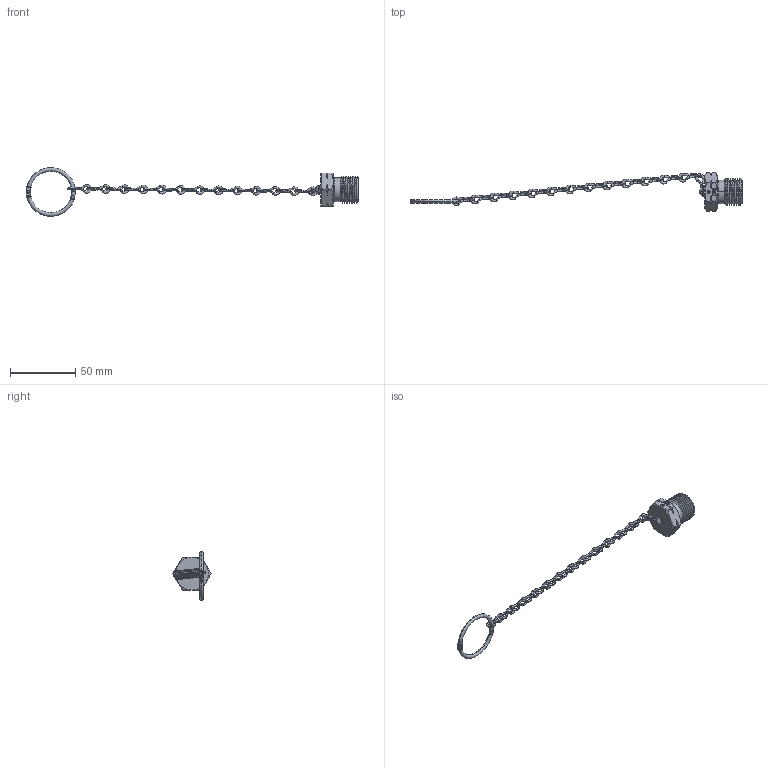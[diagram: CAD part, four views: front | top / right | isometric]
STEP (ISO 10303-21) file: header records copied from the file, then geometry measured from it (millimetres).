
FILE_DESCRIPTION (( 'STEP AP203' ), '1' );
FILE_NAME ('AD-350MSS-BL-R.STEP', '2025-09-19T12:44:06', ( '' ), ( '' ), 'SwSTEP 2.0', 'SolidWorks 2018', '' );
FILE_SCHEMA (( 'CONFIG_CONTROL_DESIGN' ));
Length unit declared in the file: inch
Products named in the file (8): ASY-000291; PRT-002239_STAINLESS; PRT-002255_SMALL PIN; AD-350MSS-BL-R; PRT-003626; PRT-000058; ASY-000214_One Link Bent; PRT-002245_RING-1.187D HALF
Assembly tree (21 placements, depth 3):
  AD-350MSS-BL-R
    PRT-000058
    ASY-000291
      PRT-002245_RING-1.187D HALF  x2
      PRT-002255_SMALL PIN
    PRT-003626
    ASY-000214_One Link Bent
      PRT-002239_STAINLESS  x14
Bounding box: 254.8 x 29.33 x 37.33 mm (x, y, z)
Volume: 11074.8 mm3; surface area: 8258.5 mm2
Topology: 19 solids, 19 shells, 554 faces, 1318 edges, 800 vertices
Faces by surface type: cylinder 197, bspline 127, torus 106, plane 81, cone 25, sphere 18
Entity records: 13414 total; most frequent: CARTESIAN_POINT 6917, ORIENTED_EDGE 1242, DIRECTION 886, EDGE_CURVE 621, VERTEX_POINT 397, AXIS2_PLACEMENT_3D 337, EDGE_LOOP 260, ADVANCED_FACE 246
